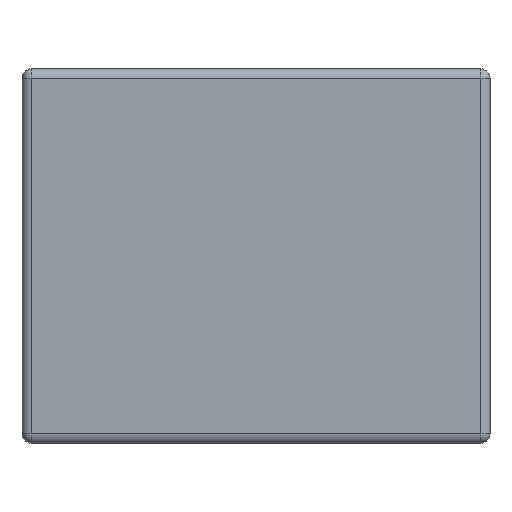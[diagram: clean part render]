
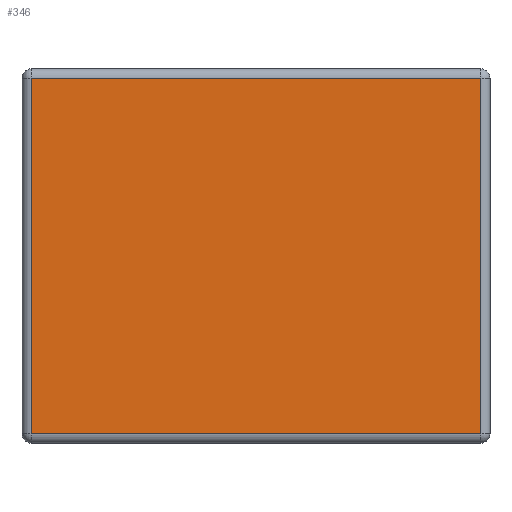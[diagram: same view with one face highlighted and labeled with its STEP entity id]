
A CAD part, left-side view. The second image highlights one B-rep face of the part: STEP entity #346.
In plain terms, the highlighted planar face has unit normal (-1, 0, 0).
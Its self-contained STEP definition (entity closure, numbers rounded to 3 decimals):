
#144 = DIRECTION ( 'NONE',  ( 0., 0., 1. ) ) ;
#163 = VECTOR ( 'NONE', #2109, 1000. ) ;
#280 = AXIS2_PLACEMENT_3D ( 'NONE', #1724, #2504, #987 ) ;
#346 = ADVANCED_FACE ( 'NONE', ( #914 ), #2466, .T. ) ;
#396 = EDGE_CURVE ( 'NONE', #824, #1428, #2520, .T. ) ;
#460 = ORIENTED_EDGE ( 'NONE', *, *, #396, .T. ) ;
#572 = LINE ( 'NONE', #1088, #163 ) ;
#608 = EDGE_CURVE ( 'NONE', #1979, #1170, #945, .T. ) ;
#824 = VERTEX_POINT ( 'NONE', #2895 ) ;
#914 = FACE_OUTER_BOUND ( 'NONE', #2265, .T. ) ;
#945 = LINE ( 'NONE', #1202, #3001 ) ;
#987 = DIRECTION ( 'NONE',  ( 0., 0., 1. ) ) ;
#1088 = CARTESIAN_POINT ( 'NONE',  ( -1.6, 1.2, 0. ) ) ;
#1170 = VERTEX_POINT ( 'NONE', #3200 ) ;
#1202 = CARTESIAN_POINT ( 'NONE',  ( -1.6, 0., 1.95 ) ) ;
#1241 = CARTESIAN_POINT ( 'NONE',  ( -1.6, -1.25, 0.05 ) ) ;
#1361 = CARTESIAN_POINT ( 'NONE',  ( -1.6, -1.2, 0.05 ) ) ;
#1409 = EDGE_CURVE ( 'NONE', #1170, #824, #572, .T. ) ;
#1428 = VERTEX_POINT ( 'NONE', #1361 ) ;
#1697 = ORIENTED_EDGE ( 'NONE', *, *, #2280, .T. ) ;
#1724 = CARTESIAN_POINT ( 'NONE',  ( -1.6, 0., 2. ) ) ;
#1798 = ORIENTED_EDGE ( 'NONE', *, *, #608, .T. ) ;
#1884 = DIRECTION ( 'NONE',  ( 0., -1., 0. ) ) ;
#1909 = CARTESIAN_POINT ( 'NONE',  ( -1.6, -1.2, 1.95 ) ) ;
#1979 = VERTEX_POINT ( 'NONE', #1909 ) ;
#2109 = DIRECTION ( 'NONE',  ( 0., 0., -1. ) ) ;
#2166 = CARTESIAN_POINT ( 'NONE',  ( -1.6, -1.2, 2. ) ) ;
#2229 = DIRECTION ( 'NONE',  ( 0., 1., 0. ) ) ;
#2265 = EDGE_LOOP ( 'NONE', ( #1798, #2642, #460, #1697 ) ) ;
#2280 = EDGE_CURVE ( 'NONE', #1428, #1979, #2726, .T. ) ;
#2466 = PLANE ( 'NONE',  #280 ) ;
#2504 = DIRECTION ( 'NONE',  ( -1., 0., 0. ) ) ;
#2520 = LINE ( 'NONE', #1241, #2873 ) ;
#2642 = ORIENTED_EDGE ( 'NONE', *, *, #1409, .T. ) ;
#2726 = LINE ( 'NONE', #2166, #2734 ) ;
#2734 = VECTOR ( 'NONE', #144, 1000. ) ;
#2873 = VECTOR ( 'NONE', #1884, 1000. ) ;
#2895 = CARTESIAN_POINT ( 'NONE',  ( -1.6, 1.2, 0.05 ) ) ;
#3001 = VECTOR ( 'NONE', #2229, 1000. ) ;
#3200 = CARTESIAN_POINT ( 'NONE',  ( -1.6, 1.2, 1.95 ) ) ;
